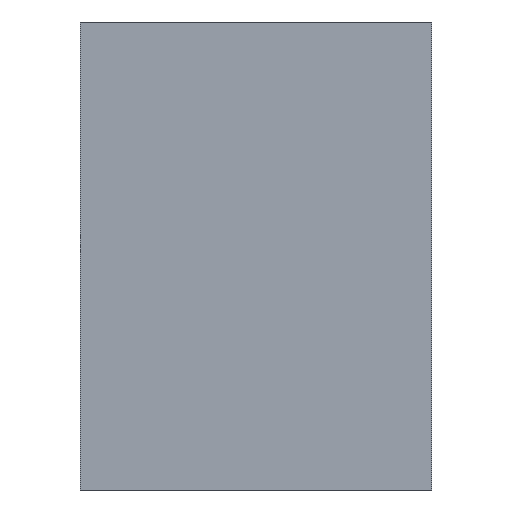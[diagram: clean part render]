
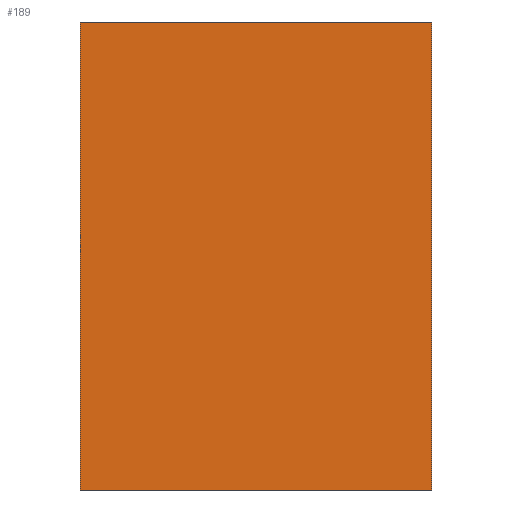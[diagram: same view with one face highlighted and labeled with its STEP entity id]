
A CAD part, front view. The second image highlights one B-rep face of the part: STEP entity #189.
In plain terms, the highlighted planar face has unit normal (0, -1, 0).
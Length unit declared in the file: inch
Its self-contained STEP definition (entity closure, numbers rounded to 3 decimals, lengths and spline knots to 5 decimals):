
#30=FACE_OUTER_BOUND($,#40,.T.);
#40=EDGE_LOOP($,(#159,#160,#161,#162));
#53=LINE($,#294,#73);
#57=LINE($,#301,#77);
#60=LINE($,#307,#80);
#62=LINE($,#310,#82);
#73=VECTOR($,#241,0.314);
#77=VECTOR($,#247,0.236);
#80=VECTOR($,#252,0.314);
#82=VECTOR($,#256,0.236);
#93=VERTEX_POINT($,#291);
#94=VERTEX_POINT($,#293);
#96=VERTEX_POINT($,#299);
#98=VERTEX_POINT($,#305);
#113=EDGE_CURVE($,#93,#94,#53,.T.);
#117=EDGE_CURVE($,#96,#93,#57,.T.);
#120=EDGE_CURVE($,#98,#96,#60,.T.);
#122=EDGE_CURVE($,#94,#98,#62,.T.);
#159=ORIENTED_EDGE($,*,*,#122,.F.);
#160=ORIENTED_EDGE($,*,*,#113,.F.);
#161=ORIENTED_EDGE($,*,*,#117,.F.);
#162=ORIENTED_EDGE($,*,*,#120,.F.);
#178=PLANE($,#207);
#189=ADVANCED_FACE($,(#30),#178,.F.);
#207=AXIS2_PLACEMENT_3D($,#311,#257,#258);
#241=DIRECTION($,(0.,0.,1.));
#247=DIRECTION($,(-1.,0.,0.));
#252=DIRECTION($,(0.,0.,-1.));
#256=DIRECTION($,(1.,0.,0.));
#257=DIRECTION('center_axis',(0.,1.,0.));
#258=DIRECTION('ref_axis',(0.,0.,1.));
#291=CARTESIAN_POINT('',(-0.118,0.,-0.157));
#293=CARTESIAN_POINT('',(-0.118,0.,0.157));
#294=CARTESIAN_POINT($,(-0.118,0.,-0.157));
#299=CARTESIAN_POINT('',(0.118,0.,-0.157));
#301=CARTESIAN_POINT($,(0.118,0.,-0.157));
#305=CARTESIAN_POINT('',(0.118,0.,0.157));
#307=CARTESIAN_POINT($,(0.118,0.,0.157));
#310=CARTESIAN_POINT($,(-0.118,0.,0.157));
#311=CARTESIAN_POINT('Origin',(0.,0.,0.));
